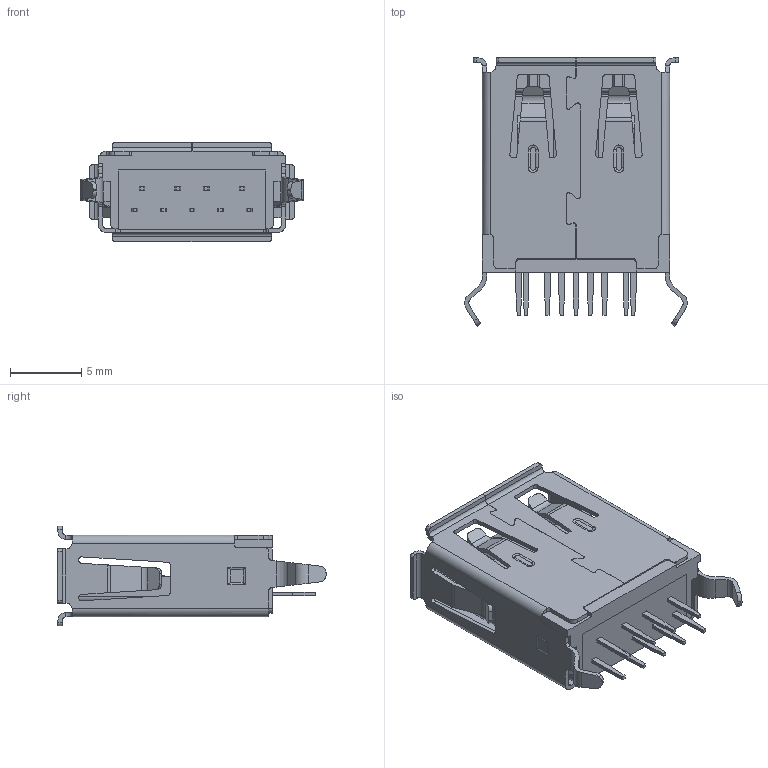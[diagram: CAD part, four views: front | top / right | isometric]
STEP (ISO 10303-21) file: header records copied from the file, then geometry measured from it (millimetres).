
FILE_DESCRIPTION(/* description */ ('Unknown'),/* implementation_level */ '2;1');
FILE_NAME(/* name */ '692121430000',/* time_stamp */ '2020-05-22T15:55:55+02:00',/* author */ ('Unknown'),/* organization */ ('Unknown'),/* preprocessor_version */ 'ST-DEVELOPER v16.7',/* originating_system */ 'DEX',/* authorisation */ $);
FILE_SCHEMA (('AUTOMOTIVE_DESIGN {1 0 10303 214 3 1 1}'));
Length unit declared in the file: millimetre
Products named in the file (6): 692121430000; 692121430000_Housing; 692121430000_Pin2; 692121430000_SHIELDING; 692121430000_Pin1; 692121430000_Housing2
Assembly tree (12 placements, depth 2):
  692121430000
    692121430000_Housing
    692121430000_Pin2  x5
    692121430000_SHIELDING
    692121430000_Pin1  x4
    692121430000_Housing2
Bounding box: 15.6 x 18.77 x 6.95 mm (x, y, z)
Volume: 495.2 mm3; surface area: 2462.3 mm2
Topology: 12 solids, 12 shells, 1094 faces, 3113 edges, 2040 vertices
Faces by surface type: plane 801, cylinder 275, torus 16, cone 2
Entity records: 27687 total; most frequent: CARTESIAN_POINT 4853, ORIENTED_EDGE 4746, DIRECTION 4480, EDGE_CURVE 2373, LINE 1882, VECTOR 1882, VERTEX_POINT 1556, AXIS2_PLACEMENT_3D 1299
